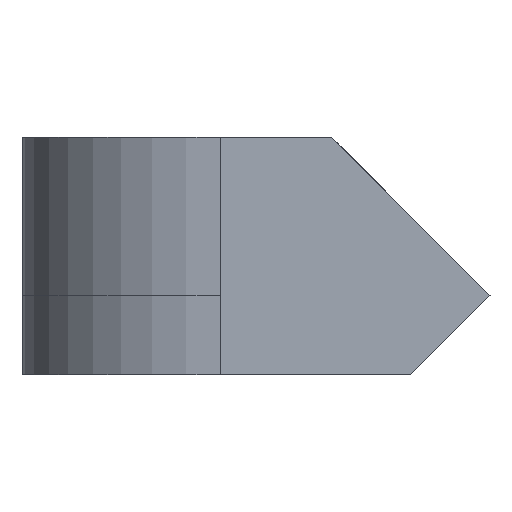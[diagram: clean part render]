
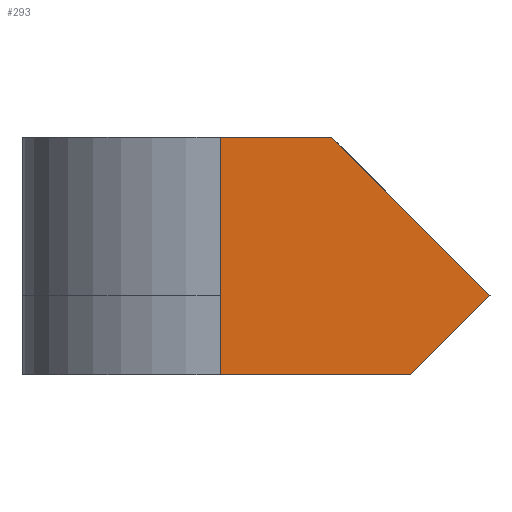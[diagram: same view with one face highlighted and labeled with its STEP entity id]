
A CAD part, left-side view. The second image highlights one B-rep face of the part: STEP entity #293.
In plain terms, the highlighted planar face has unit normal (-1, 0, 0).
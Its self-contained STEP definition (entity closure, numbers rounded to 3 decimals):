
#17 = DIRECTION ( 'NONE',  ( 0., -1., 0. ) ) ;
#21 = VECTOR ( 'NONE', #77, 1000. ) ;
#30 = LINE ( 'NONE', #346, #236 ) ;
#42 = ORIENTED_EDGE ( 'NONE', *, *, #90, .T. ) ;
#45 = AXIS2_PLACEMENT_3D ( 'NONE', #680, #579, #297 ) ;
#59 = CARTESIAN_POINT ( 'NONE',  ( -36.4, -1.7, -1. ) ) ;
#62 = EDGE_CURVE ( 'NONE', #99, #657, #633, .T. ) ;
#77 = DIRECTION ( 'NONE',  ( 0., -1., 0. ) ) ;
#83 = DIRECTION ( 'NONE',  ( 0., -0.707, 0.707 ) ) ;
#90 = EDGE_CURVE ( 'NONE', #627, #121, #30, .T. ) ;
#92 = VECTOR ( 'NONE', #17, 1000. ) ;
#97 = LINE ( 'NONE', #570, #21 ) ;
#99 = VERTEX_POINT ( 'NONE', #622 ) ;
#100 = EDGE_CURVE ( 'NONE', #260, #505, #473, .T. ) ;
#101 = CARTESIAN_POINT ( 'NONE',  ( -36.4, -2.7, 0. ) ) ;
#121 = VERTEX_POINT ( 'NONE', #241 ) ;
#148 = ORIENTED_EDGE ( 'NONE', *, *, #152, .T. ) ;
#152 = EDGE_CURVE ( 'NONE', #505, #627, #97, .T. ) ;
#211 = LINE ( 'NONE', #101, #417 ) ;
#225 = VECTOR ( 'NONE', #397, 1000. ) ;
#236 = VECTOR ( 'NONE', #83, 1000. ) ;
#237 = DIRECTION ( 'NONE',  ( 0., 0., -1. ) ) ;
#241 = CARTESIAN_POINT ( 'NONE',  ( -36.4, -2.7, 0. ) ) ;
#258 = ORIENTED_EDGE ( 'NONE', *, *, #62, .F. ) ;
#260 = VERTEX_POINT ( 'NONE', #477 ) ;
#265 = FACE_OUTER_BOUND ( 'NONE', #384, .T. ) ;
#284 = CARTESIAN_POINT ( 'NONE',  ( -36.4, 0.7, -1. ) ) ;
#293 = ADVANCED_FACE ( 'NONE', ( #265 ), #363, .T. ) ;
#297 = DIRECTION ( 'NONE',  ( 0., 0., 1. ) ) ;
#322 = VECTOR ( 'NONE', #237, 1000. ) ;
#346 = CARTESIAN_POINT ( 'NONE',  ( -36.4, -2.7, 0. ) ) ;
#355 = EDGE_CURVE ( 'NONE', #657, #121, #211, .T. ) ;
#363 = PLANE ( 'NONE',  #45 ) ;
#384 = EDGE_LOOP ( 'NONE', ( #605, #387, #148, #42, #659, #258 ) ) ;
#387 = ORIENTED_EDGE ( 'NONE', *, *, #100, .T. ) ;
#390 = CARTESIAN_POINT ( 'NONE',  ( -36.4, 0.7, 0. ) ) ;
#397 = DIRECTION ( 'NONE',  ( 0., 0., -1. ) ) ;
#417 = VECTOR ( 'NONE', #538, 1000. ) ;
#473 = LINE ( 'NONE', #284, #322 ) ;
#477 = CARTESIAN_POINT ( 'NONE',  ( -36.4, 0.7, 0. ) ) ;
#505 = VERTEX_POINT ( 'NONE', #555 ) ;
#508 = CARTESIAN_POINT ( 'NONE',  ( -36.4, -0.7, 2. ) ) ;
#538 = DIRECTION ( 'NONE',  ( 0., -0.707, -0.707 ) ) ;
#542 = LINE ( 'NONE', #390, #225 ) ;
#555 = CARTESIAN_POINT ( 'NONE',  ( -36.4, 0.7, -1. ) ) ;
#570 = CARTESIAN_POINT ( 'NONE',  ( -36.4, -1.7, -1. ) ) ;
#573 = CARTESIAN_POINT ( 'NONE',  ( -36.4, -1.2, 2. ) ) ;
#579 = DIRECTION ( 'NONE',  ( -1., 0., 0. ) ) ;
#605 = ORIENTED_EDGE ( 'NONE', *, *, #644, .T. ) ;
#622 = CARTESIAN_POINT ( 'NONE',  ( -36.4, 0.7, 2. ) ) ;
#627 = VERTEX_POINT ( 'NONE', #59 ) ;
#633 = LINE ( 'NONE', #573, #92 ) ;
#644 = EDGE_CURVE ( 'NONE', #99, #260, #542, .T. ) ;
#657 = VERTEX_POINT ( 'NONE', #508 ) ;
#659 = ORIENTED_EDGE ( 'NONE', *, *, #355, .F. ) ;
#680 = CARTESIAN_POINT ( 'NONE',  ( -36.4, 0., 0. ) ) ;
